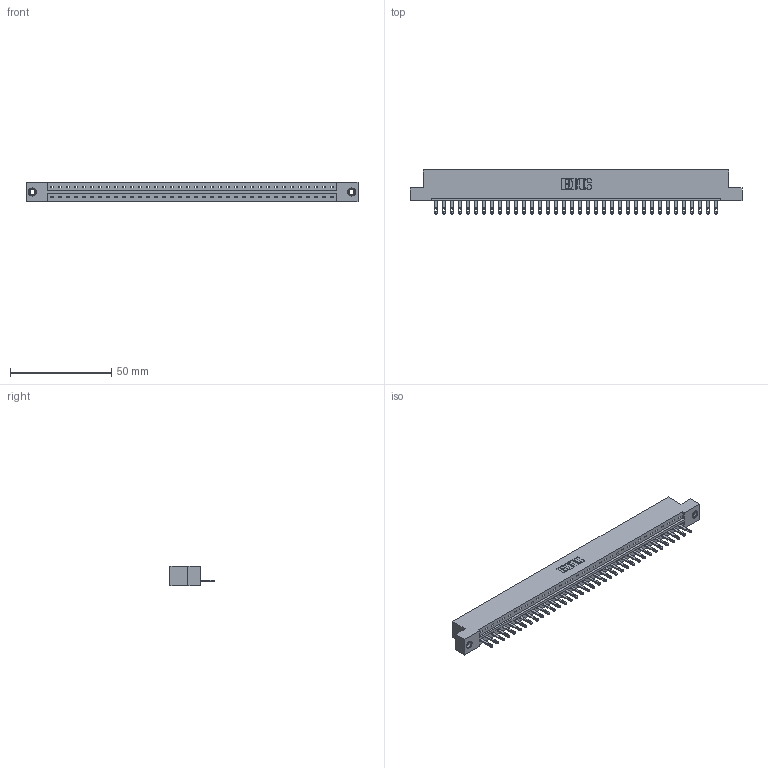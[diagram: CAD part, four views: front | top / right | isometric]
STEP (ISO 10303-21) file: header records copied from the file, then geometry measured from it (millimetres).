
FILE_DESCRIPTION (( 'STEP AP203' ), '1' );
FILE_NAME ('333-036-500-107.STEP', '2018-08-03T00:05:20', ( '' ), ( '' ), 'SwSTEP 2.0', 'SolidWorks 2016', '' );
FILE_SCHEMA (( 'CONFIG_CONTROL_DESIGN' ));
Length unit declared in the file: inch
Products named in the file (4): 333 Part_Flush - .156 Dia - TI; 345-292-001_345-293-100; 345-250-001_345-250-005-103; 333-036-500-107
Assembly tree (39 placements, depth 2):
  333-036-500-107
    333 Part_Flush - .156 Dia - TI
    345-292-001_345-293-100  x36
    345-250-001_345-250-005-103  x2
Bounding box: 164.19 x 21.85 x 9.4 mm (x, y, z)
Volume: 16478.9 mm3; surface area: 17915.6 mm2
Topology: 39 solids, 39 shells, 2118 faces, 6495 edges, 4322 vertices
Faces by surface type: plane 1398, cylinder 704, cone 12, torus 4
Entity records: 23900 total; most frequent: CARTESIAN_POINT 4105, ORIENTED_EDGE 4070, DIRECTION 3509, EDGE_CURVE 2035, LINE 1883, VECTOR 1883, VERTEX_POINT 1352, AXIS2_PLACEMENT_3D 813
